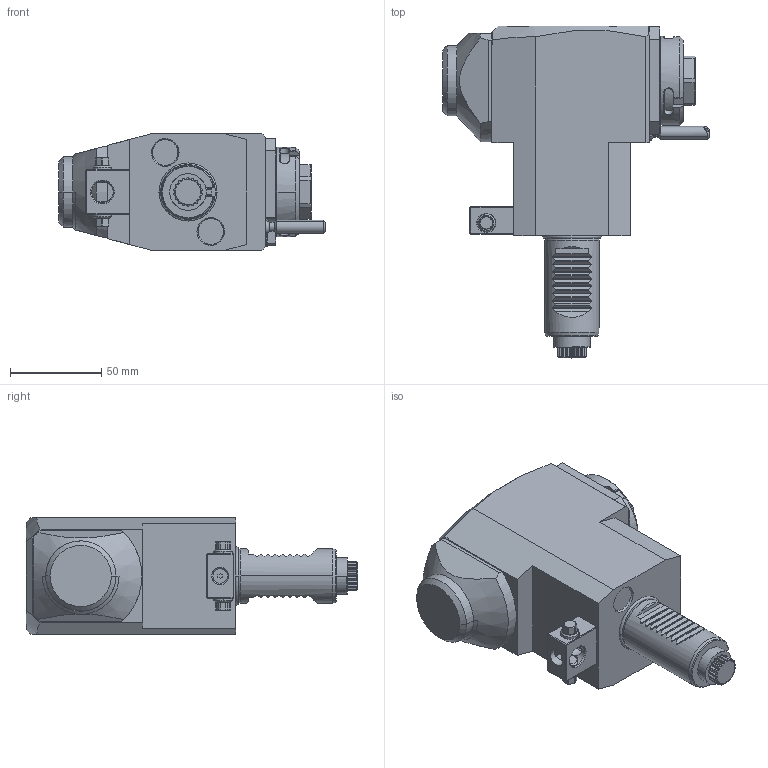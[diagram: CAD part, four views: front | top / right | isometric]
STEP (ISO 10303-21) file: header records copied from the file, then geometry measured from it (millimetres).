
FILE_DESCRIPTION((''),'2;1');
FILE_NAME('NGT1_30_235_25_3_3_85T','2024-03-27T',('vali'),('NOVA GRUP'),'PRO/ENGINEER BY PARAMETRIC TECHNOLOGY CORPORATION, 2010280','PRO/ENGINEER BY PARAMETRIC TECHNOLOGY CORPORATION, 2010280','');
FILE_SCHEMA(('CONFIG_CONTROL_DESIGN'));
Length unit declared in the file: millimetre
Products named in the file (1): NGT1_30_235_25_3_3_85T
Bounding box: 146.38 x 182 x 64 mm (x, y, z)
Volume: 688575.5 mm3; surface area: 59449.5 mm2
Topology: 1 solids, 1 shells, 472 faces, 1297 edges, 846 vertices
Faces by surface type: plane 217, cylinder 163, cone 77, bspline 8, torus 5, sphere 2
Entity records: 19534 total; most frequent: CARTESIAN_POINT 7939, ORIENTED_EDGE 2594, DIRECTION 2178, EDGE_CURVE 1297, VERTEX_POINT 846, AXIS2_PLACEMENT_3D 775, VECTOR 628, LINE 628
